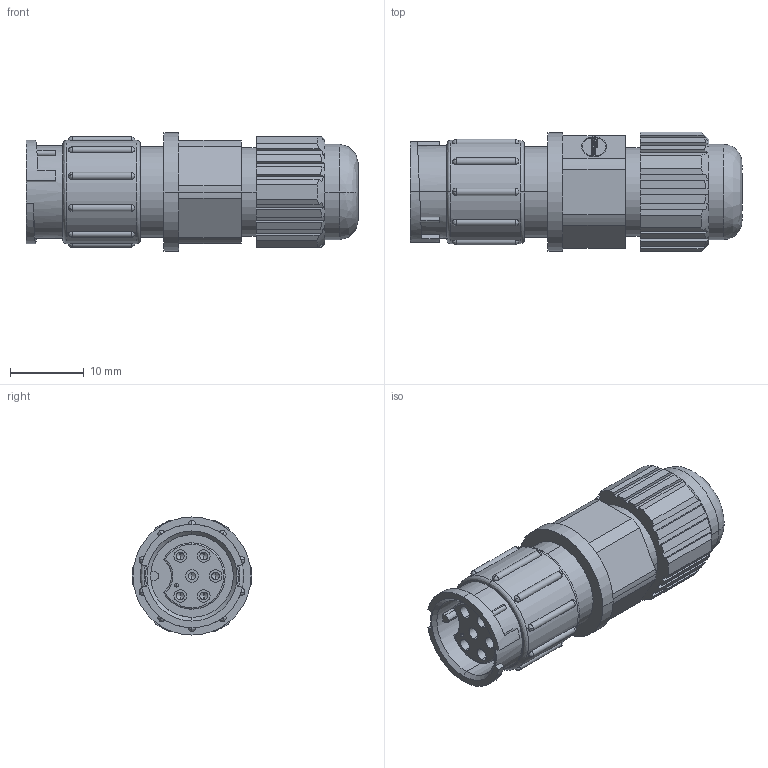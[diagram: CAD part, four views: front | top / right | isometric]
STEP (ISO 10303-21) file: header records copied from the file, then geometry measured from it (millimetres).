
FILE_DESCRIPTION (( 'STEP AP203' ), '1' );
FILE_NAME ('P177.STEP', '2020-03-31T05:42:36', ( 'edpusr' ), ( 'Microsoft' ), 'SwSTEP 2.0', 'SolidWorks 2015', '' );
FILE_SCHEMA (( 'CONFIG_CONTROL_DESIGN' ));
Length unit declared in the file: millimetre
Products named in the file (1): P177
Bounding box: 45 x 16.2 x 16 mm (x, y, z)
Volume: 6495.3 mm3; surface area: 3435.4 mm2
Topology: 1 solids, 1 shells, 474 faces, 1302 edges, 831 vertices
Faces by surface type: plane 245, cylinder 163, bspline 46, cone 20
Entity records: 15794 total; most frequent: CARTESIAN_POINT 4039, ORIENTED_EDGE 2516, DIRECTION 2348, EDGE_CURVE 1258, VERTEX_POINT 831, AXIS2_PLACEMENT_3D 803, LINE 742, VECTOR 742
